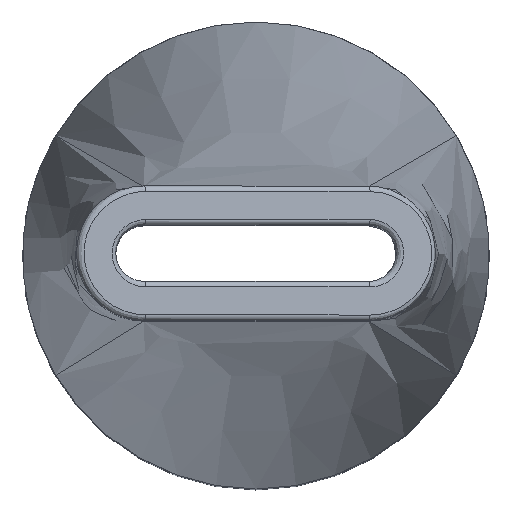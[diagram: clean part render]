
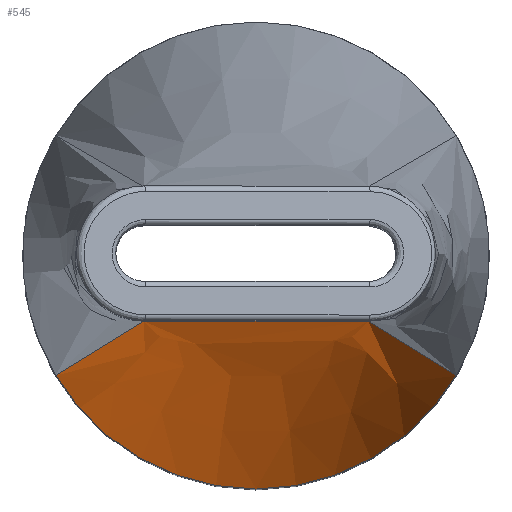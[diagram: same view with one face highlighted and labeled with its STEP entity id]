
A CAD part, top view. The second image highlights one B-rep face of the part: STEP entity #545.
In plain terms, the highlighted free-form (B-spline) face has degree [3, 3] with [10, 4] control points.
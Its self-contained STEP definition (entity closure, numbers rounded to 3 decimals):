
#54=B_SPLINE_SURFACE_WITH_KNOTS('',3,3,((#1314,#1315,#1316,#1317),(#1318,
#1319,#1320,#1321),(#1322,#1323,#1324,#1325),(#1326,#1327,#1328,#1329),
(#1330,#1331,#1332,#1333),(#1334,#1335,#1336,#1337),(#1338,#1339,#1340,
#1341),(#1342,#1343,#1344,#1345),(#1346,#1347,#1348,#1349),(#1350,#1351,
#1352,#1353)),.UNSPECIFIED.,.F.,.F.,.F.,(4,1,1,1,1,1,1,4),(4,4),(0.,0.143,
0.286,0.429,0.571,0.714,
0.857,1.),(0.,1.),.UNSPECIFIED.);
#87=LINE('',#1299,#119);
#89=LINE('',#1354,#121);
#90=LINE('',#1355,#122);
#119=VECTOR('',#747,10.);
#121=VECTOR('',#763,80.523);
#122=VECTOR('',#764,80.523);
#169=FACE_OUTER_BOUND('',#207,.T.);
#207=EDGE_LOOP('',(#491,#492,#493,#494));
#233=CIRCLE('',#621,20.825);
#277=VERTEX_POINT('',#1297);
#278=VERTEX_POINT('',#1298);
#281=VERTEX_POINT('',#1306);
#282=VERTEX_POINT('',#1307);
#347=EDGE_CURVE('',#277,#278,#87,.T.);
#351=EDGE_CURVE('',#281,#282,#233,.T.);
#355=EDGE_CURVE('',#282,#278,#89,.T.);
#356=EDGE_CURVE('',#281,#277,#90,.T.);
#491=ORIENTED_EDGE('',*,*,#351,.T.);
#492=ORIENTED_EDGE('',*,*,#355,.T.);
#493=ORIENTED_EDGE('',*,*,#347,.F.);
#494=ORIENTED_EDGE('',*,*,#356,.F.);
#545=ADVANCED_FACE('',(#169),#54,.T.);
#621=AXIS2_PLACEMENT_3D('',#1308,#755,#756);
#747=DIRECTION('',(1.,0.,0.));
#755=DIRECTION('center_axis',(0.,0.,1.));
#756=DIRECTION('ref_axis',(1.,0.,0.));
#763=DIRECTION('',(-0.098,0.059,0.994));
#764=DIRECTION('',(0.098,0.059,0.994));
#1297=CARTESIAN_POINT('',(-10.,-6.,130.));
#1298=CARTESIAN_POINT('',(10.,-6.,130.));
#1299=CARTESIAN_POINT('',(-10.,-6.,130.));
#1306=CARTESIAN_POINT('',(-17.857,-10.714,50.));
#1307=CARTESIAN_POINT('',(17.857,-10.714,50.));
#1308=CARTESIAN_POINT('Origin',(0.,0.,50.));
#1314=CARTESIAN_POINT('Ctrl Pts',(-17.857,-10.714,50.));
#1315=CARTESIAN_POINT('Ctrl Pts',(-15.238,-9.143,76.667));
#1316=CARTESIAN_POINT('Ctrl Pts',(-12.619,-7.571,103.333));
#1317=CARTESIAN_POINT('Ctrl Pts',(-10.,-6.,130.));
#1318=CARTESIAN_POINT('Ctrl Pts',(-17.306,-11.633,50.));
#1319=CARTESIAN_POINT('Ctrl Pts',(-14.572,-9.756,76.667));
#1320=CARTESIAN_POINT('Ctrl Pts',(-11.836,-7.877,103.333));
#1321=CARTESIAN_POINT('Ctrl Pts',(-9.102,-6.,130.));
#1322=CARTESIAN_POINT('Ctrl Pts',(-15.634,-14.116,50.));
#1323=CARTESIAN_POINT('Ctrl Pts',(-12.843,-11.411,76.667));
#1324=CARTESIAN_POINT('Ctrl Pts',(-10.051,-8.705,103.333));
#1325=CARTESIAN_POINT('Ctrl Pts',(-7.26,-6.,130.));
#1326=CARTESIAN_POINT('Ctrl Pts',(-10.837,-18.232,50.));
#1327=CARTESIAN_POINT('Ctrl Pts',(-8.691,-14.155,76.667));
#1328=CARTESIAN_POINT('Ctrl Pts',(-6.543,-10.078,103.333));
#1329=CARTESIAN_POINT('Ctrl Pts',(-4.396,-6.,130.));
#1330=CARTESIAN_POINT('Ctrl Pts',(-3.908,-20.936,50.));
#1331=CARTESIAN_POINT('Ctrl Pts',(-3.096,-15.957,76.667));
#1332=CARTESIAN_POINT('Ctrl Pts',(-2.284,-10.979,103.333));
#1333=CARTESIAN_POINT('Ctrl Pts',(-1.472,-6.,130.));
#1334=CARTESIAN_POINT('Ctrl Pts',(3.907,-20.937,50.));
#1335=CARTESIAN_POINT('Ctrl Pts',(3.096,-15.958,76.667));
#1336=CARTESIAN_POINT('Ctrl Pts',(2.284,-10.978,103.333));
#1337=CARTESIAN_POINT('Ctrl Pts',(1.472,-6.,130.));
#1338=CARTESIAN_POINT('Ctrl Pts',(10.836,-18.233,50.));
#1339=CARTESIAN_POINT('Ctrl Pts',(8.689,-14.155,76.667));
#1340=CARTESIAN_POINT('Ctrl Pts',(6.543,-10.078,103.333));
#1341=CARTESIAN_POINT('Ctrl Pts',(4.396,-6.,130.));
#1342=CARTESIAN_POINT('Ctrl Pts',(15.634,-14.115,50.));
#1343=CARTESIAN_POINT('Ctrl Pts',(12.843,-11.41,76.667));
#1344=CARTESIAN_POINT('Ctrl Pts',(10.051,-8.705,103.333));
#1345=CARTESIAN_POINT('Ctrl Pts',(7.26,-6.,130.));
#1346=CARTESIAN_POINT('Ctrl Pts',(17.306,-11.633,50.));
#1347=CARTESIAN_POINT('Ctrl Pts',(14.572,-9.756,76.667));
#1348=CARTESIAN_POINT('Ctrl Pts',(11.836,-7.877,103.333));
#1349=CARTESIAN_POINT('Ctrl Pts',(9.102,-6.,130.));
#1350=CARTESIAN_POINT('Ctrl Pts',(17.857,-10.714,50.));
#1351=CARTESIAN_POINT('Ctrl Pts',(15.238,-9.143,76.667));
#1352=CARTESIAN_POINT('Ctrl Pts',(12.619,-7.571,103.333));
#1353=CARTESIAN_POINT('Ctrl Pts',(10.,-6.,130.));
#1354=CARTESIAN_POINT('',(17.857,-10.714,50.));
#1355=CARTESIAN_POINT('',(-17.857,-10.714,50.));
